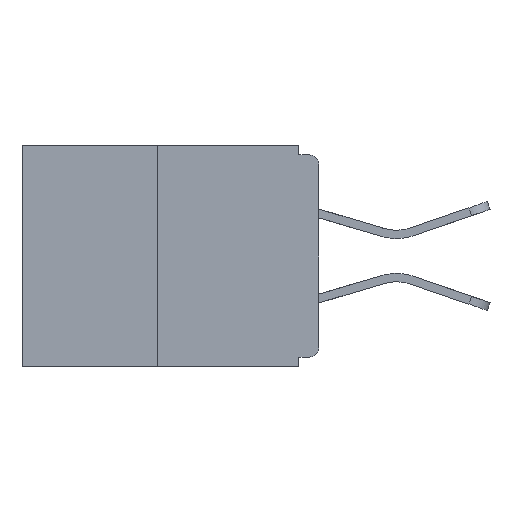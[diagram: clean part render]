
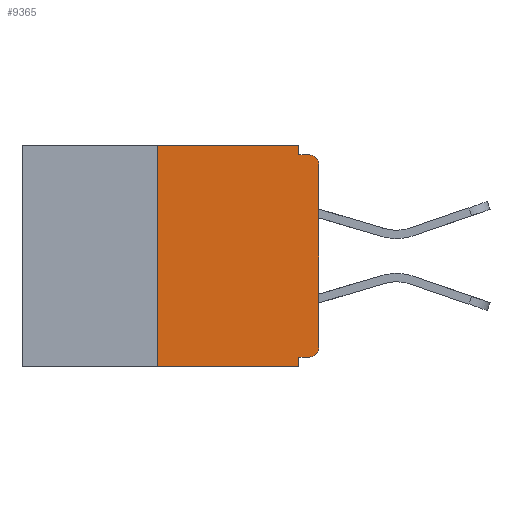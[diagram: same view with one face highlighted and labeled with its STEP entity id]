
A CAD part, left-side view. The second image highlights one B-rep face of the part: STEP entity #9365.
In plain terms, the highlighted planar face has unit normal (-1, 0, 0).
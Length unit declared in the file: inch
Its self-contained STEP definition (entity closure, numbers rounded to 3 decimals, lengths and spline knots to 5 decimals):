
#503 = CARTESIAN_POINT ( 'NONE',  ( 0., 0.46, -0.343 ) ) ;
#649 = EDGE_CURVE ( 'NONE', #13738, #4905, #14058, .T. ) ;
#779 = ORIENTED_EDGE ( 'NONE', *, *, #5143, .T. ) ;
#923 = LINE ( 'NONE', #14974, #10514 ) ;
#1010 = EDGE_CURVE ( 'NONE', #14693, #4325, #8199, .T. ) ;
#1158 = CARTESIAN_POINT ( 'NONE',  ( 0., 0.015, -0.015 ) ) ;
#1760 = DIRECTION ( 'NONE',  ( 0., -1., 0. ) ) ;
#1829 = ORIENTED_EDGE ( 'NONE', *, *, #1010, .F. ) ;
#2843 = CARTESIAN_POINT ( 'NONE',  ( 0., 0.015, -0.328 ) ) ;
#2868 = VECTOR ( 'NONE', #15454, 39.37008 ) ;
#3198 = AXIS2_PLACEMENT_3D ( 'NONE', #8328, #13254, #4839 ) ;
#3347 = CARTESIAN_POINT ( 'NONE',  ( 0., 0., -0.313 ) ) ;
#3444 = EDGE_CURVE ( 'NONE', #5044, #13255, #4557, .T. ) ;
#3701 = EDGE_CURVE ( 'NONE', #13738, #14693, #12479, .T. ) ;
#3746 = CARTESIAN_POINT ( 'NONE',  ( 0., 0., -0.328 ) ) ;
#4034 = DIRECTION ( 'NONE',  ( -1., 0., 0. ) ) ;
#4263 = VERTEX_POINT ( 'NONE', #4993 ) ;
#4323 = DIRECTION ( 'NONE',  ( 0., -1., 0. ) ) ;
#4325 = VERTEX_POINT ( 'NONE', #8301 ) ;
#4470 = CARTESIAN_POINT ( 'NONE',  ( 0., 0.015, -0.313 ) ) ;
#4517 = CARTESIAN_POINT ( 'NONE',  ( 0., 0.031, -0.343 ) ) ;
#4557 = LINE ( 'NONE', #6545, #5686 ) ;
#4790 = PLANE ( 'NONE',  #3198 ) ;
#4839 = DIRECTION ( 'NONE',  ( 0., 0., -1. ) ) ;
#4905 = VERTEX_POINT ( 'NONE', #8296 ) ;
#4925 = CARTESIAN_POINT ( 'NONE',  ( 0., 0.015, -0.03 ) ) ;
#4993 = CARTESIAN_POINT ( 'NONE',  ( 0., 0.031, -0.328 ) ) ;
#5044 = VERTEX_POINT ( 'NONE', #10341 ) ;
#5143 = EDGE_CURVE ( 'NONE', #13702, #15271, #923, .T. ) ;
#5251 = ORIENTED_EDGE ( 'NONE', *, *, #8304, .T. ) ;
#5674 = ORIENTED_EDGE ( 'NONE', *, *, #13170, .F. ) ;
#5686 = VECTOR ( 'NONE', #1760, 39.37008 ) ;
#5825 = CARTESIAN_POINT ( 'NONE',  ( 0., 0.25, 0. ) ) ;
#6303 = VECTOR ( 'NONE', #10913, 39.37008 ) ;
#6317 = VECTOR ( 'NONE', #7106, 39.37008 ) ;
#6541 = ORIENTED_EDGE ( 'NONE', *, *, #13791, .F. ) ;
#6545 = CARTESIAN_POINT ( 'NONE',  ( 0., 0., -0.015 ) ) ;
#6657 = CIRCLE ( 'NONE', #7619, 0.015 ) ;
#7067 = ORIENTED_EDGE ( 'NONE', *, *, #10061, .F. ) ;
#7106 = DIRECTION ( 'NONE',  ( 0., -1., 0. ) ) ;
#7619 = AXIS2_PLACEMENT_3D ( 'NONE', #4925, #4034, #14495 ) ;
#8087 = ORIENTED_EDGE ( 'NONE', *, *, #3701, .F. ) ;
#8188 = LINE ( 'NONE', #3746, #6303 ) ;
#8199 = LINE ( 'NONE', #10785, #6317 ) ;
#8296 = CARTESIAN_POINT ( 'NONE',  ( 0., 0.031, -0.343 ) ) ;
#8301 = CARTESIAN_POINT ( 'NONE',  ( 0., 0.031, 0. ) ) ;
#8304 = EDGE_CURVE ( 'NONE', #15271, #13255, #6657, .T. ) ;
#8328 = CARTESIAN_POINT ( 'NONE',  ( 0., 0.46, 0. ) ) ;
#8454 = CARTESIAN_POINT ( 'NONE',  ( 0., 0.25, 0. ) ) ;
#9006 = VERTEX_POINT ( 'NONE', #2843 ) ;
#9365 = ADVANCED_FACE ( 'NONE', ( #13980 ), #4790, .F. ) ;
#9532 = VECTOR ( 'NONE', #14173, 39.37008 ) ;
#9746 = ORIENTED_EDGE ( 'NONE', *, *, #649, .T. ) ;
#10061 = EDGE_CURVE ( 'NONE', #4325, #5044, #10565, .T. ) ;
#10274 = VECTOR ( 'NONE', #4323, 39.37008 ) ;
#10341 = CARTESIAN_POINT ( 'NONE',  ( 0., 0.031, -0.015 ) ) ;
#10514 = VECTOR ( 'NONE', #12623, 39.37008 ) ;
#10565 = LINE ( 'NONE', #14749, #14509 ) ;
#10785 = CARTESIAN_POINT ( 'NONE',  ( 0., 0.46, 0. ) ) ;
#10913 = DIRECTION ( 'NONE',  ( 0., 1., 0. ) ) ;
#11327 = EDGE_LOOP ( 'NONE', ( #1829, #8087, #9746, #5674, #6541, #14791, #779, #5251, #13250, #7067 ) ) ;
#11692 = DIRECTION ( 'NONE',  ( 0., 0., -1. ) ) ;
#12427 = AXIS2_PLACEMENT_3D ( 'NONE', #4470, #14181, #11692 ) ;
#12479 = LINE ( 'NONE', #5825, #2868 ) ;
#12620 = DIRECTION ( 'NONE',  ( 0., 0., -1. ) ) ;
#12623 = DIRECTION ( 'NONE',  ( 0., 0., 1. ) ) ;
#12897 = CARTESIAN_POINT ( 'NONE',  ( 0., 0.25, -0.343 ) ) ;
#13170 = EDGE_CURVE ( 'NONE', #4263, #4905, #14408, .T. ) ;
#13250 = ORIENTED_EDGE ( 'NONE', *, *, #3444, .F. ) ;
#13254 = DIRECTION ( 'NONE',  ( 1., 0., 0. ) ) ;
#13255 = VERTEX_POINT ( 'NONE', #1158 ) ;
#13271 = CIRCLE ( 'NONE', #12427, 0.015 ) ;
#13493 = CARTESIAN_POINT ( 'NONE',  ( 0., 0., -0.03 ) ) ;
#13702 = VERTEX_POINT ( 'NONE', #3347 ) ;
#13738 = VERTEX_POINT ( 'NONE', #12897 ) ;
#13791 = EDGE_CURVE ( 'NONE', #9006, #4263, #8188, .T. ) ;
#13980 = FACE_OUTER_BOUND ( 'NONE', #11327, .T. ) ;
#14058 = LINE ( 'NONE', #503, #10274 ) ;
#14173 = DIRECTION ( 'NONE',  ( 0., 0., -1. ) ) ;
#14181 = DIRECTION ( 'NONE',  ( -1., 0., 0. ) ) ;
#14408 = LINE ( 'NONE', #4517, #9532 ) ;
#14490 = EDGE_CURVE ( 'NONE', #9006, #13702, #13271, .T. ) ;
#14495 = DIRECTION ( 'NONE',  ( 0., 0., -1. ) ) ;
#14509 = VECTOR ( 'NONE', #12620, 39.37008 ) ;
#14693 = VERTEX_POINT ( 'NONE', #8454 ) ;
#14749 = CARTESIAN_POINT ( 'NONE',  ( 0., 0.031, 0. ) ) ;
#14791 = ORIENTED_EDGE ( 'NONE', *, *, #14490, .T. ) ;
#14974 = CARTESIAN_POINT ( 'NONE',  ( 0., 0., 0. ) ) ;
#15271 = VERTEX_POINT ( 'NONE', #13493 ) ;
#15454 = DIRECTION ( 'NONE',  ( 0., 0., 1. ) ) ;
